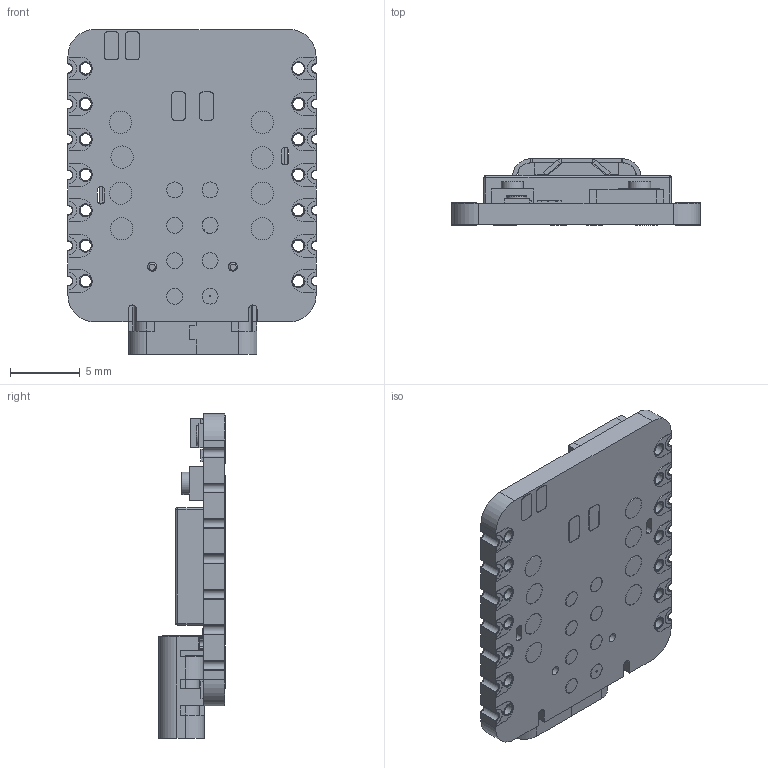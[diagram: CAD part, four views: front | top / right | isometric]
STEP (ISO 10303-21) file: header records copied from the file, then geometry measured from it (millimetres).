
FILE_DESCRIPTION(/* description */ (''),/* implementation_level */ '2;1');
FILE_NAME(/* name */ 'Seeed Studio XIAO nRF54L15.step',/* time_stamp */ '2025-08-05T14:48:59+05:30',/* author */ (''),/* organization */ (''),/* preprocessor_version */ 'ST-DEVELOPER v20.1',/* originating_system */ 'Autodesk Translation Framework v14.10.0.0',/* authorisation */ '');
FILE_SCHEMA (('AUTOMOTIVE_DESIGN { 1 0 10303 214 3 1 1 }'));
Products named in the file (23): Seeed Studio XIAO nRF54L15; Seeed Studio XIAO nRF54L15 v5; XIAO nRF54l15 1; XIAO nRF54l15_pad; XIAO nRF54l15_PCB; USB_type_C_smd_12ps v1; shield; Component11; Component12; Component22; Component23; Component25; Component26; Component27; Component18; Component21; Component16; Component17; Component13; Component14; Component15; Component19; Component20
Assembly tree (22 placements, depth 4):
  Seeed Studio XIAO nRF54L15
    Seeed Studio XIAO nRF54L15 v5
      XIAO nRF54l15 1
        XIAO nRF54l15_pad
        XIAO nRF54l15_PCB
        USB_type_C_smd_12ps v1
        shield
        Component11
        Component12
        Component22
        Component23
        Component25
        Component26
        Component27
        Component18
        Component21
        Component16
        Component17
        Component13
        Component14
        Component15
        Component19
        Component20
Bounding box: 17.79 x 4.76 x 23.28 mm (x, y, z)
Volume: 745.3 mm3; surface area: 2847.1 mm2
Topology: 197 solids, 197 shells, 2961 faces, 7204 edges, 4698 vertices
Faces by surface type: plane 1671, bspline 737, cylinder 508, sphere 24, torus 20, cone 1
Full cylindrical faces by diameter (mm): 0.021 x1, 0.102 x1, 0.455 x1, 0.65 x4, 0.8 x65, 0.839 x5, 0.85 x26, 0.889 x2, 0.95 x28, 1.143 x8, 1.166 x1, 1.454 x1, 1.596 x1, 1.6 x8, 1.615 x1
Entity records: 89043 total; most frequent: CARTESIAN_POINT 23018, ORIENTED_EDGE 14350, DIRECTION 11341, EDGE_CURVE 7175, VERTEX_POINT 4698, LINE 4685, VECTOR 4685, AXIS2_PLACEMENT_3D 3328
